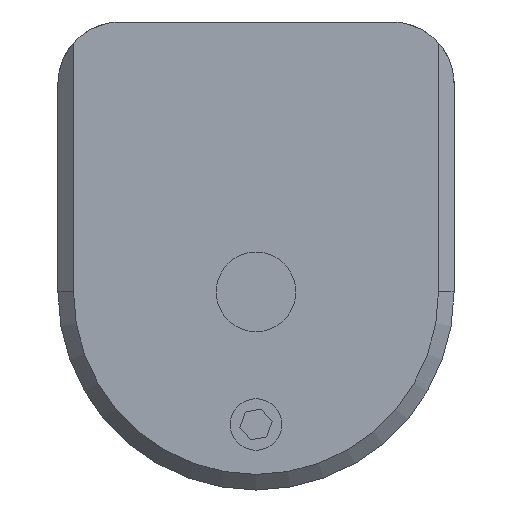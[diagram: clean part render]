
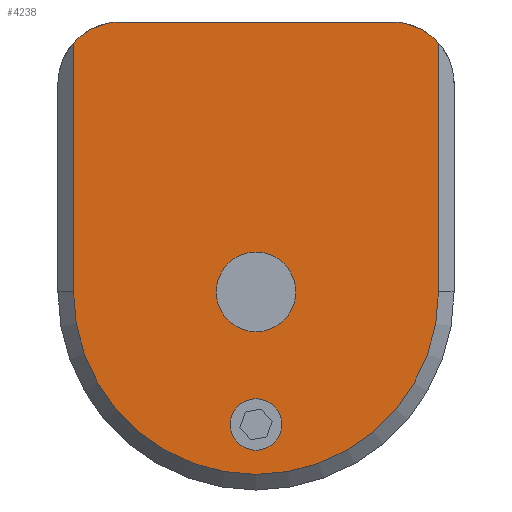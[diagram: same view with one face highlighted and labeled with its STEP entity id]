
A CAD part, front view. The second image highlights one B-rep face of the part: STEP entity #4238.
In plain terms, the highlighted planar face has unit normal (0, -1, 0).
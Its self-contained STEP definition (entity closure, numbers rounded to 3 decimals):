
#4 = CIRCLE ( 'NONE', #5160, 2.553 ) ;
#185 = DIRECTION ( 'NONE',  ( 0., 1., 0. ) ) ;
#260 = EDGE_LOOP ( 'NONE', ( #4633, #6161 ) ) ;
#283 = DIRECTION ( 'NONE',  ( 0., 0., 1. ) ) ;
#354 = CIRCLE ( 'NONE', #4905, 1.65 ) ;
#453 = AXIS2_PLACEMENT_3D ( 'NONE', #2584, #4275, #7264 ) ;
#529 = FACE_BOUND ( 'NONE', #3613, .T. ) ;
#533 = ORIENTED_EDGE ( 'NONE', *, *, #5040, .T. ) ;
#644 = CARTESIAN_POINT ( 'NONE',  ( 0., 0., 0. ) ) ;
#743 = DIRECTION ( 'NONE',  ( 0., 0., -1. ) ) ;
#964 = DIRECTION ( 'NONE',  ( 0., 1., 0. ) ) ;
#1093 = DIRECTION ( 'NONE',  ( 0., 0., 1. ) ) ;
#1104 = EDGE_CURVE ( 'NONE', #1488, #7376, #2224, .T. ) ;
#1148 = VERTEX_POINT ( 'NONE', #3301 ) ;
#1410 = CIRCLE ( 'NONE', #4855, 4. ) ;
#1488 = VERTEX_POINT ( 'NONE', #3916 ) ;
#1492 = ORIENTED_EDGE ( 'NONE', *, *, #3407, .T. ) ;
#1523 = CARTESIAN_POINT ( 'NONE',  ( 0., 0., 0. ) ) ;
#1703 = EDGE_LOOP ( 'NONE', ( #4375, #4815, #3578, #6401, #4921, #533 ) ) ;
#1764 = CARTESIAN_POINT ( 'NONE',  ( 0., 0., -8.5 ) ) ;
#1799 = CIRCLE ( 'NONE', #5364, 11.7 ) ;
#2065 = FACE_BOUND ( 'NONE', #260, .T. ) ;
#2185 = VERTEX_POINT ( 'NONE', #4821 ) ;
#2224 = CIRCLE ( 'NONE', #2731, 4. ) ;
#2334 = VECTOR ( 'NONE', #3088, 1000. ) ;
#2383 = DIRECTION ( 'NONE',  ( 0., 1., 0. ) ) ;
#2426 = LINE ( 'NONE', #7107, #2334 ) ;
#2584 = CARTESIAN_POINT ( 'NONE',  ( 0., 0., 0. ) ) ;
#2731 = AXIS2_PLACEMENT_3D ( 'NONE', #6826, #4370, #283 ) ;
#2926 = CARTESIAN_POINT ( 'NONE',  ( 0., 0., 0. ) ) ;
#3088 = DIRECTION ( 'NONE',  ( 1., 0., 0. ) ) ;
#3117 = CARTESIAN_POINT ( 'NONE',  ( 0., 0., -2.553 ) ) ;
#3301 = CARTESIAN_POINT ( 'NONE',  ( 0., 0., 2.553 ) ) ;
#3351 = CARTESIAN_POINT ( 'NONE',  ( 0., 0., -6.85 ) ) ;
#3375 = ORIENTED_EDGE ( 'NONE', *, *, #5784, .T. ) ;
#3407 = EDGE_CURVE ( 'NONE', #7381, #6188, #354, .T. ) ;
#3578 = ORIENTED_EDGE ( 'NONE', *, *, #4534, .T. ) ;
#3613 = EDGE_LOOP ( 'NONE', ( #3375, #1492 ) ) ;
#3619 = DIRECTION ( 'NONE',  ( 0., 0., 1. ) ) ;
#3888 = EDGE_CURVE ( 'NONE', #1148, #6578, #4, .T. ) ;
#3916 = CARTESIAN_POINT ( 'NONE',  ( -8.7, 0., 17.3 ) ) ;
#3924 = EDGE_CURVE ( 'NONE', #5373, #4814, #5932, .T. ) ;
#3973 = VERTEX_POINT ( 'NONE', #5454 ) ;
#4026 = EDGE_CURVE ( 'NONE', #1488, #3973, #2426, .T. ) ;
#4118 = DIRECTION ( 'NONE',  ( 0., 0., 1. ) ) ;
#4137 = CARTESIAN_POINT ( 'NONE',  ( 8.7, 0., 13.3 ) ) ;
#4238 = ADVANCED_FACE ( 'NONE', ( #2065, #529, #5815 ), #5218, .F. ) ;
#4275 = DIRECTION ( 'NONE',  ( 0., 1., 0. ) ) ;
#4289 = CARTESIAN_POINT ( 'NONE',  ( -11.7, 0., 0. ) ) ;
#4370 = DIRECTION ( 'NONE',  ( 0., -1., 0. ) ) ;
#4375 = ORIENTED_EDGE ( 'NONE', *, *, #4026, .F. ) ;
#4430 = DIRECTION ( 'NONE',  ( 0., 0., 1. ) ) ;
#4534 = EDGE_CURVE ( 'NONE', #7376, #2185, #4830, .T. ) ;
#4603 = DIRECTION ( 'NONE',  ( 1., 0., 0. ) ) ;
#4629 = DIRECTION ( 'NONE',  ( 0., -1., 0. ) ) ;
#4633 = ORIENTED_EDGE ( 'NONE', *, *, #3888, .T. ) ;
#4814 = VERTEX_POINT ( 'NONE', #7357 ) ;
#4815 = ORIENTED_EDGE ( 'NONE', *, *, #1104, .T. ) ;
#4821 = CARTESIAN_POINT ( 'NONE',  ( -11.7, 0., 0. ) ) ;
#4830 = LINE ( 'NONE', #4289, #6884 ) ;
#4855 = AXIS2_PLACEMENT_3D ( 'NONE', #4137, #4629, #1093 ) ;
#4905 = AXIS2_PLACEMENT_3D ( 'NONE', #7265, #964, #4430 ) ;
#4916 = AXIS2_PLACEMENT_3D ( 'NONE', #2926, #5111, #4603 ) ;
#4921 = ORIENTED_EDGE ( 'NONE', *, *, #3924, .T. ) ;
#5040 = EDGE_CURVE ( 'NONE', #4814, #3973, #1410, .T. ) ;
#5111 = DIRECTION ( 'NONE',  ( 0., 1., 0. ) ) ;
#5160 = AXIS2_PLACEMENT_3D ( 'NONE', #644, #185, #3619 ) ;
#5218 = PLANE ( 'NONE',  #4916 ) ;
#5350 = AXIS2_PLACEMENT_3D ( 'NONE', #1764, #2383, #4118 ) ;
#5364 = AXIS2_PLACEMENT_3D ( 'NONE', #1523, #6286, #6369 ) ;
#5373 = VERTEX_POINT ( 'NONE', #5456 ) ;
#5391 = CARTESIAN_POINT ( 'NONE',  ( -11.7, 0., 15.946 ) ) ;
#5454 = CARTESIAN_POINT ( 'NONE',  ( 8.7, 0., 17.3 ) ) ;
#5456 = CARTESIAN_POINT ( 'NONE',  ( 11.7, 0., 0. ) ) ;
#5470 = CIRCLE ( 'NONE', #5350, 1.65 ) ;
#5784 = EDGE_CURVE ( 'NONE', #6188, #7381, #5470, .T. ) ;
#5815 = FACE_OUTER_BOUND ( 'NONE', #1703, .T. ) ;
#5932 = LINE ( 'NONE', #6608, #6019 ) ;
#6019 = VECTOR ( 'NONE', #7175, 1000. ) ;
#6118 = CARTESIAN_POINT ( 'NONE',  ( 0., 0., -10.15 ) ) ;
#6161 = ORIENTED_EDGE ( 'NONE', *, *, #7404, .T. ) ;
#6188 = VERTEX_POINT ( 'NONE', #3351 ) ;
#6286 = DIRECTION ( 'NONE',  ( 0., -1., 0. ) ) ;
#6369 = DIRECTION ( 'NONE',  ( 0., 0., 1. ) ) ;
#6401 = ORIENTED_EDGE ( 'NONE', *, *, #6894, .T. ) ;
#6486 = CIRCLE ( 'NONE', #453, 2.553 ) ;
#6578 = VERTEX_POINT ( 'NONE', #3117 ) ;
#6608 = CARTESIAN_POINT ( 'NONE',  ( 11.7, 0., 0. ) ) ;
#6826 = CARTESIAN_POINT ( 'NONE',  ( -8.7, 0., 13.3 ) ) ;
#6884 = VECTOR ( 'NONE', #743, 1000. ) ;
#6894 = EDGE_CURVE ( 'NONE', #2185, #5373, #1799, .T. ) ;
#7107 = CARTESIAN_POINT ( 'NONE',  ( -12.7, 0., 17.3 ) ) ;
#7175 = DIRECTION ( 'NONE',  ( 0., 0., 1. ) ) ;
#7264 = DIRECTION ( 'NONE',  ( 0., 0., 1. ) ) ;
#7265 = CARTESIAN_POINT ( 'NONE',  ( 0., 0., -8.5 ) ) ;
#7357 = CARTESIAN_POINT ( 'NONE',  ( 11.7, 0., 15.946 ) ) ;
#7376 = VERTEX_POINT ( 'NONE', #5391 ) ;
#7381 = VERTEX_POINT ( 'NONE', #6118 ) ;
#7404 = EDGE_CURVE ( 'NONE', #6578, #1148, #6486, .T. ) ;
